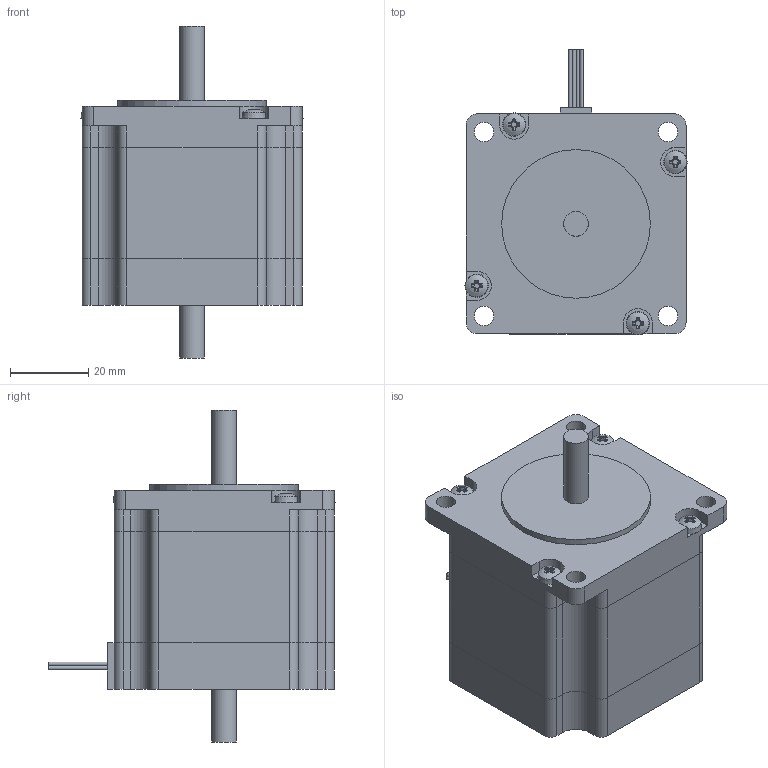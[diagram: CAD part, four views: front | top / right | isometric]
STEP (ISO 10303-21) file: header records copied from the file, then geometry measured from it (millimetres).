
FILE_DESCRIPTION((''),'2;1');
FILE_NAME('ST5918S3008-B.stp','2015-05-21T07:48:34',('schneid_a'),(''),'Autodesk Inventor 2010','Autodesk Inventor 2010','');
FILE_SCHEMA(('AUTOMOTIVE_DESIGN { 1 0 10303 214 1 1 1 1 }'));
Length unit declared in the file: millimetre
Products named in the file (1): ST5918S3008-B
Bounding box: 56.93 x 73.36 x 85.1 mm (x, y, z)
Volume: 149474 mm3; surface area: 19511.9 mm2
Topology: 1 solids, 6 shells, 307 faces, 776 edges, 475 vertices
Faces by surface type: plane 155, cylinder 76, cone 56, bspline 16, sphere 4
Full cylindrical faces by diameter (mm): 1 x1, 2.75 x4, 3 x4, 6.35 x2, 38.1 x1
Entity records: 9323 total; most frequent: CARTESIAN_POINT 2061, DIRECTION 1521, ORIENTED_EDGE 1442, EDGE_CURVE 721, AXIS2_PLACEMENT_3D 588, VERTEX_POINT 460, EDGE_LOOP 367, VECTOR 345
